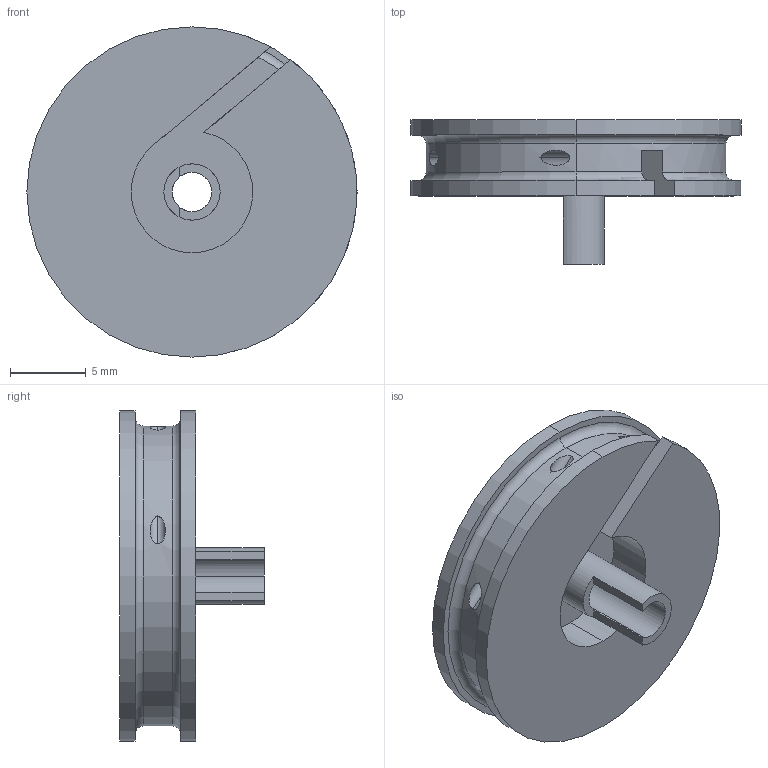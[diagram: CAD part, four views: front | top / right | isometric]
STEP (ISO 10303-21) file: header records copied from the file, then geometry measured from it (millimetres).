
FILE_DESCRIPTION (( 'STEP AP214' ), '1' );
FILE_NAME ('Spool.STEP', '2017-11-01T22:52:17', ( '' ), ( '' ), 'SwSTEP 2.0', 'SolidWorks 2016', '' );
FILE_SCHEMA (( 'AUTOMOTIVE_DESIGN' ));
Length unit declared in the file: millimetre
Products named in the file (1): Spool
Bounding box: 21.73 x 9.5 x 21.73 mm (x, y, z)
Volume: 1497.7 mm3; surface area: 1432.1 mm2
Topology: 1 solids, 1 shells, 33 faces, 86 edges, 56 vertices
Faces by surface type: cylinder 15, plane 13, torus 5
Entity records: 1137 total; most frequent: CARTESIAN_POINT 254, DIRECTION 189, ORIENTED_EDGE 172, EDGE_CURVE 86, AXIS2_PLACEMENT_3D 75, VERTEX_POINT 56, CIRCLE 41, LINE 39
